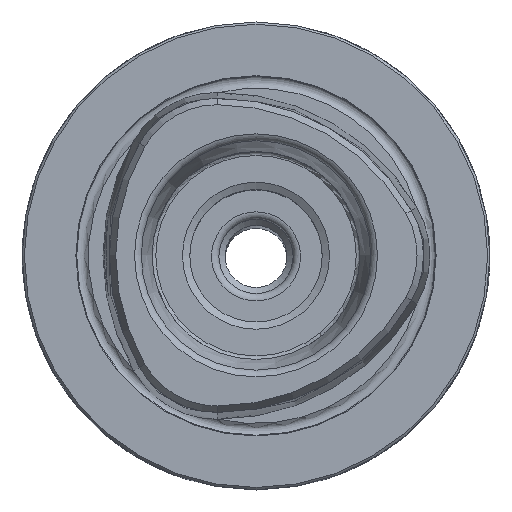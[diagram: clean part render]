
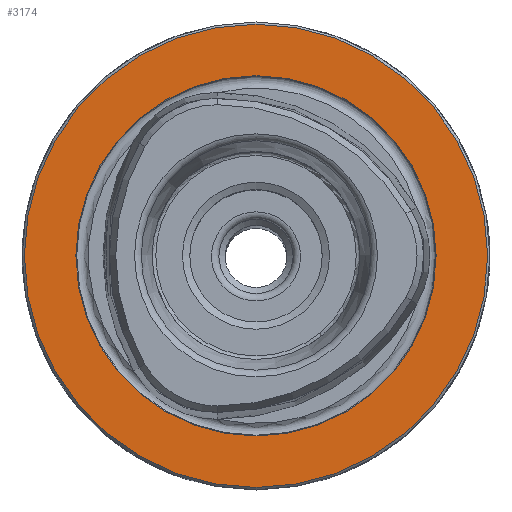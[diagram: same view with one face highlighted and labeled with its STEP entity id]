
A CAD part, top view. The second image highlights one B-rep face of the part: STEP entity #3174.
In plain terms, the highlighted planar face has unit normal (0, 0, 1).
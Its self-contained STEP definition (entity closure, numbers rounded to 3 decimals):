
#614=ORIENTED_EDGE('',*,*,#1019,.F.);
#615=ORIENTED_EDGE('',*,*,#1020,.T.);
#1019=EDGE_CURVE('',#1235,#1235,#1371,.T.);
#1020=EDGE_CURVE('',#1236,#1236,#1372,.T.);
#1235=VERTEX_POINT('',#4846);
#1236=VERTEX_POINT('',#4849);
#1371=CIRCLE('',#3414,24.264);
#1372=CIRCLE('',#3416,31.2);
#1523=EDGE_LOOP('',(#614));
#1524=EDGE_LOOP('',(#615));
#1782=FACE_BOUND('',#1523,.T.);
#1783=FACE_BOUND('',#1524,.T.);
#1967=PLANE('',#3415);
#3174=ADVANCED_FACE('',(#1782,#1783),#1967,.T.);
#3414=AXIS2_PLACEMENT_3D('',#4845,#3886,#3887);
#3415=AXIS2_PLACEMENT_3D('',#4847,#3888,#3889);
#3416=AXIS2_PLACEMENT_3D('',#4848,#3890,#3891);
#3886=DIRECTION('',(0.,0.,1.));
#3887=DIRECTION('',(1.,0.,0.));
#3888=DIRECTION('',(0.,0.,1.));
#3889=DIRECTION('',(1.,0.,0.));
#3890=DIRECTION('',(0.,0.,1.));
#3891=DIRECTION('',(1.,0.,0.));
#4845=CARTESIAN_POINT('',(0.,0.,0.));
#4846=CARTESIAN_POINT('',(24.264,0.,0.));
#4847=CARTESIAN_POINT('',(24.2,0.,0.));
#4848=CARTESIAN_POINT('',(0.,0.,0.));
#4849=CARTESIAN_POINT('',(31.2,0.,0.));
